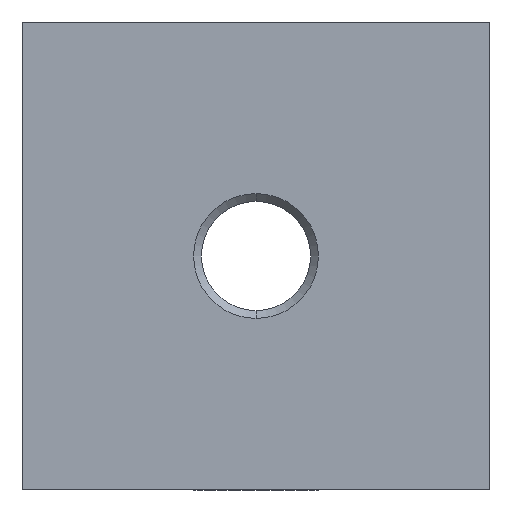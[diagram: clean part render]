
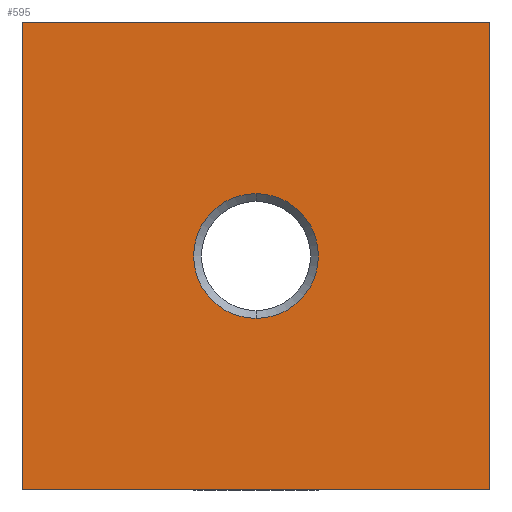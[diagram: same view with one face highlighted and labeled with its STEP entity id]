
A CAD part, front view. The second image highlights one B-rep face of the part: STEP entity #595.
In plain terms, the highlighted planar face has unit normal (0, -1, 0).
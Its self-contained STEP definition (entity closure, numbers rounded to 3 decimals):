
#5 = VERTEX_POINT ( 'NONE', #610 ) ;
#33 = LINE ( 'NONE', #442, #64 ) ;
#38 = VERTEX_POINT ( 'NONE', #570 ) ;
#47 = LINE ( 'NONE', #474, #140 ) ;
#64 = VECTOR ( 'NONE', #431, 1000. ) ;
#66 = CIRCLE ( 'NONE', #139, 4. ) ;
#95 = EDGE_CURVE ( 'NONE', #426, #38, #47, .T. ) ;
#98 = DIRECTION ( 'NONE',  ( 0., 0., -1. ) ) ;
#100 = DIRECTION ( 'NONE',  ( 0., -1., 0. ) ) ;
#101 = CARTESIAN_POINT ( 'NONE',  ( 0., 0., 15. ) ) ;
#106 = ORIENTED_EDGE ( 'NONE', *, *, #709, .F. ) ;
#139 = AXIS2_PLACEMENT_3D ( 'NONE', #101, #100, #98 ) ;
#140 = VECTOR ( 'NONE', #545, 1000. ) ;
#152 = VERTEX_POINT ( 'NONE', #353 ) ;
#158 = ORIENTED_EDGE ( 'NONE', *, *, #95, .F. ) ;
#167 = EDGE_LOOP ( 'NONE', ( #423, #106 ) ) ;
#199 = VERTEX_POINT ( 'NONE', #253 ) ;
#205 = DIRECTION ( 'NONE',  ( 0., 0., -1. ) ) ;
#206 = CARTESIAN_POINT ( 'NONE',  ( -15., 0., 30. ) ) ;
#217 = AXIS2_PLACEMENT_3D ( 'NONE', #586, #588, #580 ) ;
#233 = EDGE_CURVE ( 'NONE', #426, #683, #334, .T. ) ;
#236 = ORIENTED_EDGE ( 'NONE', *, *, #676, .F. ) ;
#253 = CARTESIAN_POINT ( 'NONE',  ( 15., 0., 0. ) ) ;
#261 = EDGE_LOOP ( 'NONE', ( #684, #236, #158, #405 ) ) ;
#285 = VECTOR ( 'NONE', #632, 1000. ) ;
#292 = LINE ( 'NONE', #631, #285 ) ;
#295 = EDGE_CURVE ( 'NONE', #5, #152, #66, .T. ) ;
#334 = LINE ( 'NONE', #206, #363 ) ;
#353 = CARTESIAN_POINT ( 'NONE',  ( 0., 0., 19. ) ) ;
#363 = VECTOR ( 'NONE', #205, 1000. ) ;
#370 = FACE_OUTER_BOUND ( 'NONE', #261, .T. ) ;
#380 = DIRECTION ( 'NONE',  ( 0., 0., -1. ) ) ;
#381 = DIRECTION ( 'NONE',  ( 0., -1., 0. ) ) ;
#382 = CARTESIAN_POINT ( 'NONE',  ( 0., 0., 15. ) ) ;
#399 = FACE_BOUND ( 'NONE', #167, .T. ) ;
#405 = ORIENTED_EDGE ( 'NONE', *, *, #233, .T. ) ;
#412 = AXIS2_PLACEMENT_3D ( 'NONE', #382, #381, #380 ) ;
#423 = ORIENTED_EDGE ( 'NONE', *, *, #295, .F. ) ;
#426 = VERTEX_POINT ( 'NONE', #660 ) ;
#431 = DIRECTION ( 'NONE',  ( 0., 0., -1. ) ) ;
#433 = CARTESIAN_POINT ( 'NONE',  ( -15., 0., 0. ) ) ;
#442 = CARTESIAN_POINT ( 'NONE',  ( 15., 0., 30. ) ) ;
#474 = CARTESIAN_POINT ( 'NONE',  ( 15., 0., 30. ) ) ;
#545 = DIRECTION ( 'NONE',  ( 1., 0., 0. ) ) ;
#570 = CARTESIAN_POINT ( 'NONE',  ( 15., 0., 30. ) ) ;
#580 = DIRECTION ( 'NONE',  ( 0., 0., 1. ) ) ;
#582 = PLANE ( 'NONE',  #217 ) ;
#583 = EDGE_CURVE ( 'NONE', #683, #199, #292, .T. ) ;
#586 = CARTESIAN_POINT ( 'NONE',  ( 15., 0., 30. ) ) ;
#588 = DIRECTION ( 'NONE',  ( 0., 1., 0. ) ) ;
#595 = ADVANCED_FACE ( 'NONE', ( #370, #399 ), #582, .F. ) ;
#610 = CARTESIAN_POINT ( 'NONE',  ( 0., 0., 11. ) ) ;
#631 = CARTESIAN_POINT ( 'NONE',  ( 15., 0., 0. ) ) ;
#632 = DIRECTION ( 'NONE',  ( 1., 0., 0. ) ) ;
#660 = CARTESIAN_POINT ( 'NONE',  ( -15., 0., 30. ) ) ;
#676 = EDGE_CURVE ( 'NONE', #38, #199, #33, .T. ) ;
#679 = CIRCLE ( 'NONE', #412, 4. ) ;
#683 = VERTEX_POINT ( 'NONE', #433 ) ;
#684 = ORIENTED_EDGE ( 'NONE', *, *, #583, .T. ) ;
#709 = EDGE_CURVE ( 'NONE', #152, #5, #679, .T. ) ;
